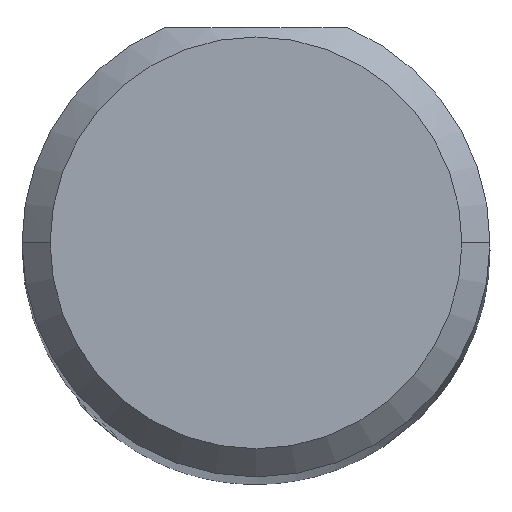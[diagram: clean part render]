
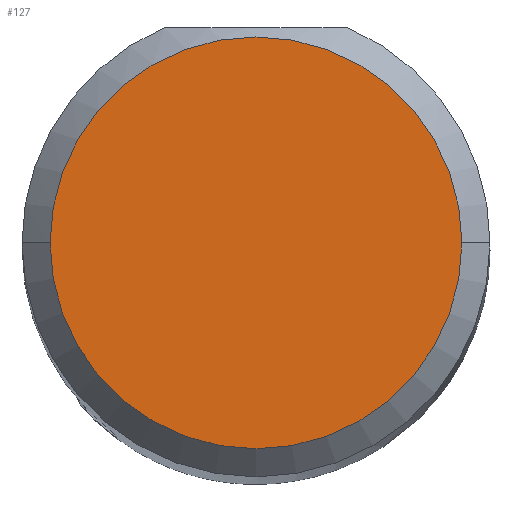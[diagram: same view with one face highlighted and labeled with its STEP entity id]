
A CAD part, top view. The second image highlights one B-rep face of the part: STEP entity #127.
In plain terms, the highlighted planar face has unit normal (0, 0, 1).
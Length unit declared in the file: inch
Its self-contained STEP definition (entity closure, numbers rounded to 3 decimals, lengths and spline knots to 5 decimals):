
#43 = DIRECTION ( 'NONE',  ( 0., 0., 1. ) ) ;
#77 = AXIS2_PLACEMENT_3D ( 'NONE', #668, #472, #817 ) ;
#115 = FACE_OUTER_BOUND ( 'NONE', #873, .T. ) ;
#127 = ADVANCED_FACE ( 'NONE', ( #115 ), #590, .T. ) ;
#151 = CARTESIAN_POINT ( 'NONE',  ( 0.11, 0., 2.5 ) ) ;
#158 = EDGE_CURVE ( 'NONE', #721, #417, #619, .T. ) ;
#187 = DIRECTION ( 'NONE',  ( 1., 0., 0. ) ) ;
#192 = DIRECTION ( 'NONE',  ( 1., 0., 0. ) ) ;
#361 = CARTESIAN_POINT ( 'NONE',  ( 0., 0., 2.5 ) ) ;
#417 = VERTEX_POINT ( 'NONE', #759 ) ;
#438 = ORIENTED_EDGE ( 'NONE', *, *, #158, .T. ) ;
#448 = AXIS2_PLACEMENT_3D ( 'NONE', #865, #734, #192 ) ;
#463 = ORIENTED_EDGE ( 'NONE', *, *, #815, .T. ) ;
#472 = DIRECTION ( 'NONE',  ( 0., 0., 1. ) ) ;
#590 = PLANE ( 'NONE',  #448 ) ;
#591 = CIRCLE ( 'NONE', #754, 0.11 ) ;
#619 = CIRCLE ( 'NONE', #77, 0.11 ) ;
#668 = CARTESIAN_POINT ( 'NONE',  ( 0., 0., 2.5 ) ) ;
#721 = VERTEX_POINT ( 'NONE', #151 ) ;
#734 = DIRECTION ( 'NONE',  ( 0., 0., 1. ) ) ;
#754 = AXIS2_PLACEMENT_3D ( 'NONE', #361, #43, #187 ) ;
#759 = CARTESIAN_POINT ( 'NONE',  ( -0.11, 0., 2.5 ) ) ;
#815 = EDGE_CURVE ( 'NONE', #417, #721, #591, .T. ) ;
#817 = DIRECTION ( 'NONE',  ( 1., 0., 0. ) ) ;
#865 = CARTESIAN_POINT ( 'NONE',  ( 0., 0., 2.5 ) ) ;
#873 = EDGE_LOOP ( 'NONE', ( #463, #438 ) ) ;
